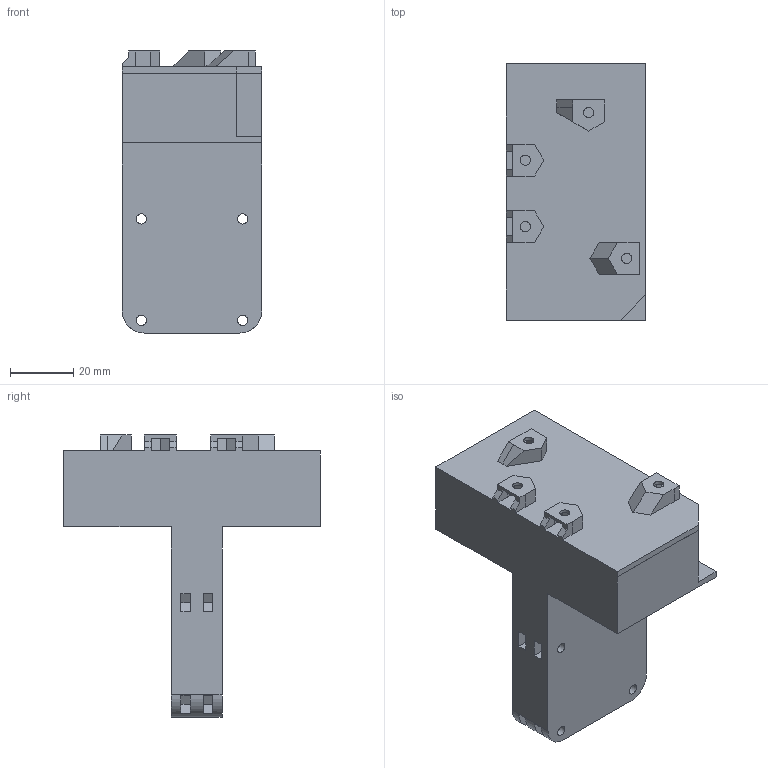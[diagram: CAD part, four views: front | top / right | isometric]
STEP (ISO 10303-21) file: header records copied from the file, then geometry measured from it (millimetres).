
FILE_DESCRIPTION(/* description */ ('','CAx-IF Rec.Pracs.---Representation and Presentation of Product Manufacturing Information (PMI)---4.0---2014-10-13'),/* implementation_level */ '2;1');
FILE_NAME(/* name */ 'iPen2 v32.step',/* time_stamp */ '2025-01-19T15:39:55+09:00',/* author */ (''),/* organization */ (''),/* preprocessor_version */ 'ST-DEVELOPER v20',/* originating_system */ 'Autodesk Translation Framework v13.20.0.188',/* authorisation */ '');
FILE_SCHEMA (('AP242_MANAGED_MODEL_BASED_3D_ENGINEERING_MIM_LF { 1 0 10303 442 1 1 4 }'));
Length unit declared in the file: millimetre
Products named in the file (2): iPen2; Part 1
Assembly tree (1 placements, depth 2):
  iPen2
    Part 1
Bounding box: 44 x 81 x 89 mm (x, y, z)
Volume: 62266.4 mm3; surface area: 30450.3 mm2
Topology: 1 solids, 1 shells, 150 faces, 413 edges, 275 vertices
Faces by surface type: plane 132, cylinder 18
Full cylindrical faces by diameter (mm): 3.2 x16
Entity records: 4851 total; most frequent: CARTESIAN_POINT 841, ORIENTED_EDGE 826, DIRECTION 763, EDGE_CURVE 413, LINE 369, VECTOR 369, VERTEX_POINT 275, AXIS2_PLACEMENT_3D 197
